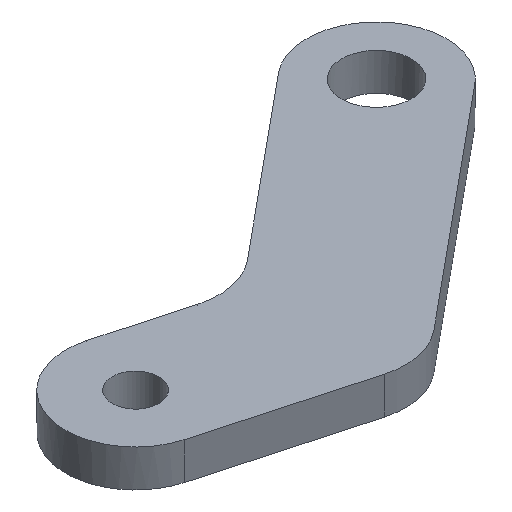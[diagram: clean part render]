
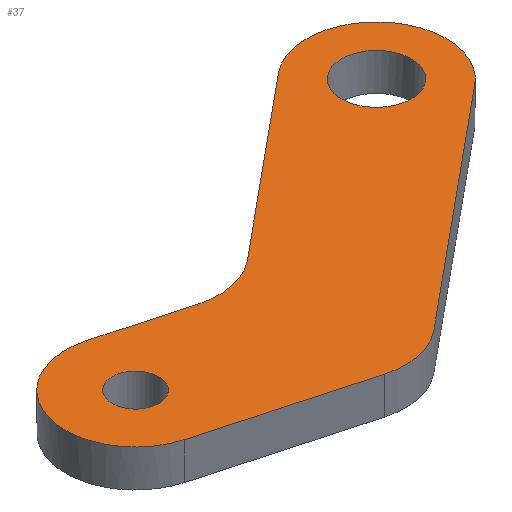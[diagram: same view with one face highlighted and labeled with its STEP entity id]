
A CAD part, isometric view. The second image highlights one B-rep face of the part: STEP entity #37.
In plain terms, the highlighted face is planar.
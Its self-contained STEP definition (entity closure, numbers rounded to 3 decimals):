
#22=FACE_BOUND('',#68,.T.);
#23=FACE_BOUND('',#69,.T.);
#37=ADVANCED_FACE('',(#52,#22,#23),#261,.T.);
#52=FACE_OUTER_BOUND('',#67,.T.);
#67=EDGE_LOOP('',(#119,#120,#121,#122,#123,#124,#125,#126,#127));
#68=EDGE_LOOP('',(#128,#129));
#69=EDGE_LOOP('',(#130,#131));
#119=ORIENTED_EDGE('',*,*,#183,.F.);
#120=ORIENTED_EDGE('',*,*,#166,.F.);
#121=ORIENTED_EDGE('',*,*,#169,.F.);
#122=ORIENTED_EDGE('',*,*,#172,.F.);
#123=ORIENTED_EDGE('',*,*,#175,.F.);
#124=ORIENTED_EDGE('',*,*,#185,.T.);
#125=ORIENTED_EDGE('',*,*,#161,.F.);
#126=ORIENTED_EDGE('',*,*,#178,.F.);
#127=ORIENTED_EDGE('',*,*,#182,.F.);
#128=ORIENTED_EDGE('',*,*,#154,.F.);
#129=ORIENTED_EDGE('',*,*,#191,.T.);
#130=ORIENTED_EDGE('',*,*,#189,.T.);
#131=ORIENTED_EDGE('',*,*,#158,.F.);
#154=EDGE_CURVE('',#232,#233,#204,.T.);
#158=EDGE_CURVE('',#236,#237,#208,.T.);
#161=EDGE_CURVE('',#239,#240,#211,.T.);
#166=EDGE_CURVE('',#245,#246,#216,.T.);
#169=EDGE_CURVE('',#248,#245,#193,.T.);
#172=EDGE_CURVE('',#250,#248,#219,.T.);
#175=EDGE_CURVE('',#252,#250,#196,.T.);
#178=EDGE_CURVE('',#254,#239,#199,.T.);
#182=EDGE_CURVE('',#256,#254,#223,.T.);
#183=EDGE_CURVE('',#246,#256,#201,.T.);
#185=EDGE_CURVE('',#252,#240,#224,.T.);
#189=EDGE_CURVE('',#236,#237,#228,.T.);
#191=EDGE_CURVE('',#232,#233,#230,.T.);
#193=B_SPLINE_CURVE_WITH_KNOTS('',1,(#815,#816),.UNSPECIFIED.,.F.,.F.,(2,
2),(-9.877,0.),.UNSPECIFIED.);
#196=B_SPLINE_CURVE_WITH_KNOTS('',1,(#829,#830),.UNSPECIFIED.,.F.,.F.,(2,
2),(-3.877,0.),.UNSPECIFIED.);
#199=B_SPLINE_CURVE_WITH_KNOTS('',1,(#835,#836),.UNSPECIFIED.,.F.,.F.,(2,
2),(-7.,0.),.UNSPECIFIED.);
#201=B_SPLINE_CURVE_WITH_KNOTS('',1,(#847,#848),.UNSPECIFIED.,.F.,.F.,(2,
2),(-13.,0.),.UNSPECIFIED.);
#204=(
BOUNDED_CURVE()
B_SPLINE_CURVE(2,(#764,#765,#766,#767,#768),.UNSPECIFIED.,.F.,.F.)
B_SPLINE_CURVE_WITH_KNOTS((3,2,3),(0.,1.571,3.142),
 .UNSPECIFIED.)
CURVE()
GEOMETRIC_REPRESENTATION_ITEM()
RATIONAL_B_SPLINE_CURVE((1.,0.707,1.,0.707,1.))
REPRESENTATION_ITEM('')
);
#208=(
BOUNDED_CURVE()
B_SPLINE_CURVE(2,(#778,#779,#780,#781,#782),.UNSPECIFIED.,.F.,.F.)
B_SPLINE_CURVE_WITH_KNOTS((3,2,3),(0.,2.356,4.712),
 .UNSPECIFIED.)
CURVE()
GEOMETRIC_REPRESENTATION_ITEM()
RATIONAL_B_SPLINE_CURVE((1.,0.707,1.,0.707,1.))
REPRESENTATION_ITEM('')
);
#211=(
BOUNDED_CURVE()
B_SPLINE_CURVE(2,(#790,#791,#792,#793,#794),.UNSPECIFIED.,.F.,.F.)
B_SPLINE_CURVE_WITH_KNOTS((3,2,3),(-6.545,-4.694,
0.),.UNSPECIFIED.)
CURVE()
GEOMETRIC_REPRESENTATION_ITEM()
RATIONAL_B_SPLINE_CURVE((1.,0.954,1.,0.707,1.))
REPRESENTATION_ITEM('')
);
#216=(
BOUNDED_CURVE()
B_SPLINE_CURVE(2,(#806,#807,#808,#809,#810),.UNSPECIFIED.,.F.,.F.)
B_SPLINE_CURVE_WITH_KNOTS((3,2,3),(-9.425,-4.712,0.),
 .UNSPECIFIED.)
CURVE()
GEOMETRIC_REPRESENTATION_ITEM()
RATIONAL_B_SPLINE_CURVE((1.,0.707,1.,0.707,1.))
REPRESENTATION_ITEM('')
);
#219=(
BOUNDED_CURVE()
B_SPLINE_CURVE(2,(#821,#822,#823),.UNSPECIFIED.,.F.,.F.)
B_SPLINE_CURVE_WITH_KNOTS((3,3),(-2.88,0.),.UNSPECIFIED.)
CURVE()
GEOMETRIC_REPRESENTATION_ITEM()
RATIONAL_B_SPLINE_CURVE((1.,0.887,1.))
REPRESENTATION_ITEM('')
);
#223=(
BOUNDED_CURVE()
B_SPLINE_CURVE(2,(#844,#845,#846),.UNSPECIFIED.,.F.,.F.)
B_SPLINE_CURVE_WITH_KNOTS((3,3),(-2.88,0.),.UNSPECIFIED.)
CURVE()
GEOMETRIC_REPRESENTATION_ITEM()
RATIONAL_B_SPLINE_CURVE((1.,0.887,1.))
REPRESENTATION_ITEM('')
);
#224=(
BOUNDED_CURVE()
B_SPLINE_CURVE(2,(#851,#852,#853),.UNSPECIFIED.,.F.,.F.)
B_SPLINE_CURVE_WITH_KNOTS((3,3),(0.,2.88),.UNSPECIFIED.)
CURVE()
GEOMETRIC_REPRESENTATION_ITEM()
RATIONAL_B_SPLINE_CURVE((1.,0.887,1.))
REPRESENTATION_ITEM('')
);
#228=(
BOUNDED_CURVE()
B_SPLINE_CURVE(2,(#867,#868,#869,#870,#871),.UNSPECIFIED.,.F.,.F.)
B_SPLINE_CURVE_WITH_KNOTS((3,2,3),(-4.712,-2.356,
0.),.UNSPECIFIED.)
CURVE()
GEOMETRIC_REPRESENTATION_ITEM()
RATIONAL_B_SPLINE_CURVE((1.,0.707,1.,0.707,1.))
REPRESENTATION_ITEM('')
);
#230=(
BOUNDED_CURVE()
B_SPLINE_CURVE(2,(#877,#878,#879,#880,#881),.UNSPECIFIED.,.F.,.F.)
B_SPLINE_CURVE_WITH_KNOTS((3,2,3),(-3.142,-1.571,0.),
 .UNSPECIFIED.)
CURVE()
GEOMETRIC_REPRESENTATION_ITEM()
RATIONAL_B_SPLINE_CURVE((1.,0.707,1.,0.707,1.))
REPRESENTATION_ITEM('')
);
#232=VERTEX_POINT('',#737);
#233=VERTEX_POINT('',#738);
#236=VERTEX_POINT('',#741);
#237=VERTEX_POINT('',#742);
#239=VERTEX_POINT('',#744);
#240=VERTEX_POINT('',#745);
#245=VERTEX_POINT('',#750);
#246=VERTEX_POINT('',#751);
#248=VERTEX_POINT('',#753);
#250=VERTEX_POINT('',#755);
#252=VERTEX_POINT('',#757);
#254=VERTEX_POINT('',#759);
#256=VERTEX_POINT('',#761);
#261=PLANE('',#542);
#542=AXIS2_PLACEMENT_3D('',#698,#557,$);
#557=DIRECTION('',(0.,1.,0.));
#698=CARTESIAN_POINT('',(-9.87,0.8,-9.909));
#737=CARTESIAN_POINT('',(-4.015,0.8,-6.734));
#738=CARTESIAN_POINT('',(-4.015,0.8,-4.734));
#741=CARTESIAN_POINT('',(13.,0.8,-1.5));
#742=CARTESIAN_POINT('',(13.,0.8,1.5));
#744=CARTESIAN_POINT('',(-6.472,0.8,-4.013));
#745=CARTESIAN_POINT('',(-4.015,0.8,-8.734));
#750=CARTESIAN_POINT('',(13.,0.8,-3.));
#751=CARTESIAN_POINT('',(13.,0.8,3.));
#753=CARTESIAN_POINT('',(3.123,0.8,-3.));
#755=CARTESIAN_POINT('',(0.666,0.8,-4.279));
#757=CARTESIAN_POINT('',(-1.558,0.8,-7.455));
#759=CARTESIAN_POINT('',(-2.457,0.8,1.721));
#761=CARTESIAN_POINT('',(0.,0.8,3.));
#764=CARTESIAN_POINT('',(-4.015,0.8,-6.734));
#765=CARTESIAN_POINT('',(-5.015,0.8,-6.734));
#766=CARTESIAN_POINT('',(-5.015,0.8,-5.734));
#767=CARTESIAN_POINT('',(-5.015,0.8,-4.734));
#768=CARTESIAN_POINT('',(-4.015,0.8,-4.734));
#778=CARTESIAN_POINT('',(13.,0.8,-1.5));
#779=CARTESIAN_POINT('',(11.5,0.8,-1.5));
#780=CARTESIAN_POINT('',(11.5,0.8,0.));
#781=CARTESIAN_POINT('',(11.5,0.8,1.5));
#782=CARTESIAN_POINT('',(13.,0.8,1.5));
#790=CARTESIAN_POINT('',(-6.472,0.8,-4.013));
#791=CARTESIAN_POINT('',(-7.015,0.8,-4.788));
#792=CARTESIAN_POINT('',(-7.015,0.8,-5.734));
#793=CARTESIAN_POINT('',(-7.015,0.8,-8.734));
#794=CARTESIAN_POINT('',(-4.015,0.8,-8.734));
#806=CARTESIAN_POINT('',(13.,0.8,-3.));
#807=CARTESIAN_POINT('',(16.,0.8,-3.));
#808=CARTESIAN_POINT('',(16.,0.8,0.));
#809=CARTESIAN_POINT('',(16.,0.8,3.));
#810=CARTESIAN_POINT('',(13.,0.8,3.));
#815=CARTESIAN_POINT('',(3.123,0.8,-3.));
#816=CARTESIAN_POINT('',(13.,0.8,-3.));
#821=CARTESIAN_POINT('',(0.666,0.8,-4.279));
#822=CARTESIAN_POINT('',(1.562,0.8,-3.));
#823=CARTESIAN_POINT('',(3.123,0.8,-3.));
#829=CARTESIAN_POINT('',(-1.558,0.8,-7.455));
#830=CARTESIAN_POINT('',(0.666,0.8,-4.279));
#835=CARTESIAN_POINT('',(-2.457,0.8,1.721));
#836=CARTESIAN_POINT('',(-6.472,0.8,-4.013));
#844=CARTESIAN_POINT('',(0.,0.8,3.));
#845=CARTESIAN_POINT('',(-1.562,0.8,3.));
#846=CARTESIAN_POINT('',(-2.457,0.8,1.721));
#847=CARTESIAN_POINT('',(13.,0.8,3.));
#848=CARTESIAN_POINT('',(0.,0.8,3.));
#851=CARTESIAN_POINT('',(-1.558,0.8,-7.455));
#852=CARTESIAN_POINT('',(-2.453,0.8,-8.734));
#853=CARTESIAN_POINT('',(-4.015,0.8,-8.734));
#867=CARTESIAN_POINT('',(13.,0.8,-1.5));
#868=CARTESIAN_POINT('',(14.5,0.8,-1.5));
#869=CARTESIAN_POINT('',(14.5,0.8,0.));
#870=CARTESIAN_POINT('',(14.5,0.8,1.5));
#871=CARTESIAN_POINT('',(13.,0.8,1.5));
#877=CARTESIAN_POINT('',(-4.015,0.8,-6.734));
#878=CARTESIAN_POINT('',(-3.015,0.8,-6.734));
#879=CARTESIAN_POINT('',(-3.015,0.8,-5.734));
#880=CARTESIAN_POINT('',(-3.015,0.8,-4.734));
#881=CARTESIAN_POINT('',(-4.015,0.8,-4.734));
